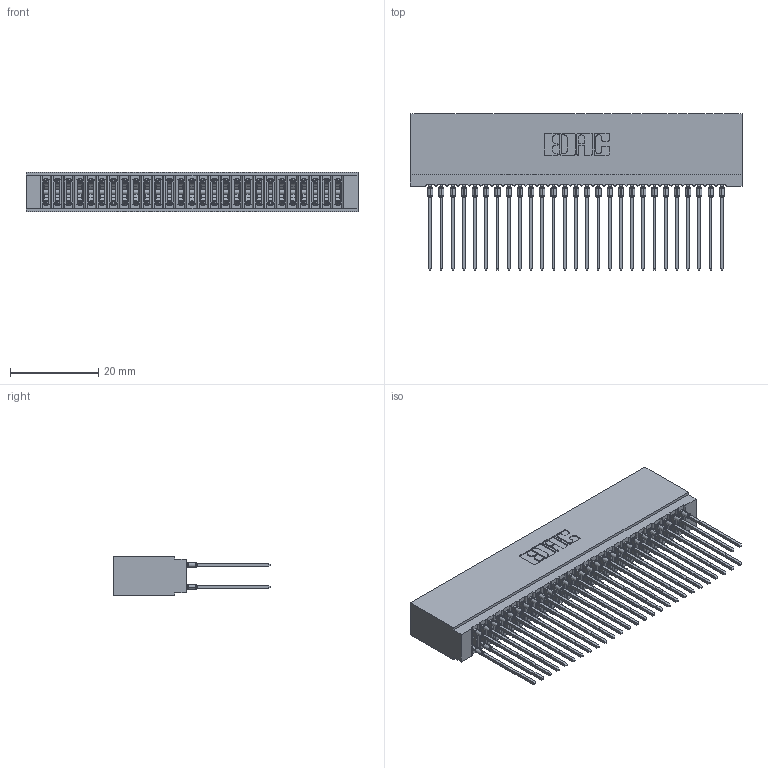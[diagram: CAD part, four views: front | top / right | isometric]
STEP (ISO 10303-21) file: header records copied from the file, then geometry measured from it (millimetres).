
FILE_DESCRIPTION (( 'STEP AP203' ), '1' );
FILE_NAME ('745-054-541-201.STEP', '2026-02-26T18:33:23', ( '' ), ( '' ), 'SwSTEP 2.0', 'SolidWorks 2023', '' );
FILE_SCHEMA (( 'CONFIG_CONTROL_DESIGN' ));
Length unit declared in the file: millimetre
Products named in the file (3): 745-292-001_541; 745 Part_Insulator Option - 01; 745-054-541-201
Assembly tree (55 placements, depth 2):
  745-054-541-201
    745 Part_Insulator Option - 01
    745-292-001_541  x54
Bounding box: 75.18 x 35.45 x 8.89 mm (x, y, z)
Volume: 7126.6 mm3; surface area: 15211.7 mm2
Topology: 55 solids, 55 shells, 4928 faces, 13245 edges, 8326 vertices
Faces by surface type: plane 2539, bspline 1080, cylinder 985, torus 324
Entity records: 47503 total; most frequent: CARTESIAN_POINT 8747, ORIENTED_EDGE 8152, DIRECTION 7134, EDGE_CURVE 4076, LINE 3732, VECTOR 3732, VERTEX_POINT 2602, AXIS2_PLACEMENT_3D 1701
